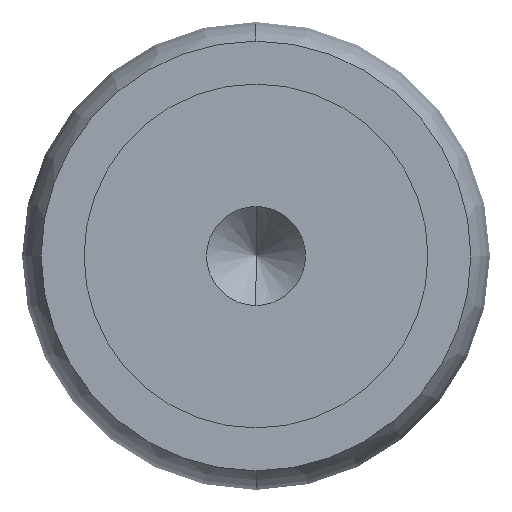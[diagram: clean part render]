
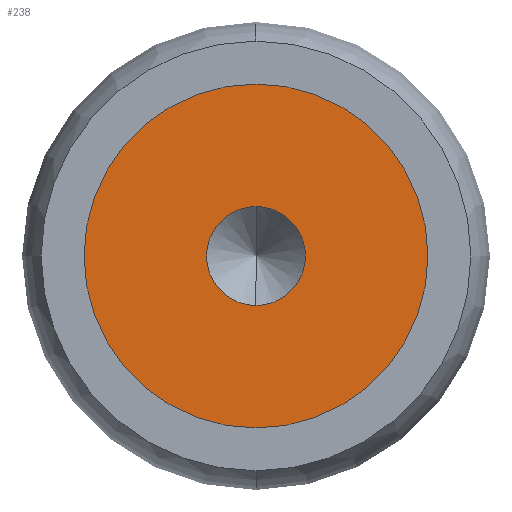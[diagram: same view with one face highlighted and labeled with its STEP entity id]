
A CAD part, left-side view. The second image highlights one B-rep face of the part: STEP entity #238.
In plain terms, the highlighted planar face has unit normal (-1, 0, 0).
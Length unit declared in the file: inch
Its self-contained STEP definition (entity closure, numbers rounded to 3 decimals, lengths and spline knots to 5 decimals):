
#54 = ORIENTED_EDGE ( 'NONE', *, *, #1415, .T. ) ;
#62 = EDGE_CURVE ( 'NONE', #575, #968, #200, .T. ) ;
#175 = DIRECTION ( 'NONE',  ( -1., 0., 0. ) ) ;
#194 = ORIENTED_EDGE ( 'NONE', *, *, #796, .T. ) ;
#197 = CARTESIAN_POINT ( 'NONE',  ( 0.17281, -0.02864, -1.5 ) ) ;
#200 = CIRCLE ( 'NONE', #443, 0.144 ) ;
#222 = FACE_BOUND ( 'NONE', #1272, .T. ) ;
#238 = ADVANCED_FACE ( 'NONE', ( #222, #1360 ), #488, .F. ) ;
#244 = CARTESIAN_POINT ( 'NONE',  ( 0.17281, -0.02864, -2. ) ) ;
#333 = DIRECTION ( 'NONE',  ( 0., 0., -1. ) ) ;
#341 = CARTESIAN_POINT ( 'NONE',  ( 0.17281, 0.11536, -2. ) ) ;
#350 = CARTESIAN_POINT ( 'NONE',  ( 0.17281, -0.02864, -1.856 ) ) ;
#443 = AXIS2_PLACEMENT_3D ( 'NONE', #910, #833, #921 ) ;
#488 = PLANE ( 'NONE',  #993 ) ;
#547 = AXIS2_PLACEMENT_3D ( 'NONE', #1236, #994, #697 ) ;
#575 = VERTEX_POINT ( 'NONE', #350 ) ;
#609 = CARTESIAN_POINT ( 'NONE',  ( 0.17281, -0.02864, -2.144 ) ) ;
#637 = DIRECTION ( 'NONE',  ( 0., 0., -1. ) ) ;
#666 = ORIENTED_EDGE ( 'NONE', *, *, #1108, .F. ) ;
#697 = DIRECTION ( 'NONE',  ( 0., 0., 1. ) ) ;
#724 = CARTESIAN_POINT ( 'NONE',  ( 0.17281, -0.02864, -2.5 ) ) ;
#741 = CIRCLE ( 'NONE', #911, 0.5 ) ;
#748 = VERTEX_POINT ( 'NONE', #197 ) ;
#761 = AXIS2_PLACEMENT_3D ( 'NONE', #244, #908, #333 ) ;
#792 = DIRECTION ( 'NONE',  ( 0., 0., -1. ) ) ;
#796 = EDGE_CURVE ( 'NONE', #998, #748, #1310, .T. ) ;
#833 = DIRECTION ( 'NONE',  ( -1., 0., 0. ) ) ;
#908 = DIRECTION ( 'NONE',  ( -1., 0., 0. ) ) ;
#910 = CARTESIAN_POINT ( 'NONE',  ( 0.17281, -0.02864, -2. ) ) ;
#911 = AXIS2_PLACEMENT_3D ( 'NONE', #1216, #175, #637 ) ;
#921 = DIRECTION ( 'NONE',  ( 0., 0., 1. ) ) ;
#968 = VERTEX_POINT ( 'NONE', #609 ) ;
#993 = AXIS2_PLACEMENT_3D ( 'NONE', #341, #1263, #792 ) ;
#994 = DIRECTION ( 'NONE',  ( -1., 0., 0. ) ) ;
#998 = VERTEX_POINT ( 'NONE', #724 ) ;
#1108 = EDGE_CURVE ( 'NONE', #968, #575, #1313, .T. ) ;
#1200 = EDGE_LOOP ( 'NONE', ( #194, #54 ) ) ;
#1216 = CARTESIAN_POINT ( 'NONE',  ( 0.17281, -0.02864, -2. ) ) ;
#1217 = ORIENTED_EDGE ( 'NONE', *, *, #62, .F. ) ;
#1236 = CARTESIAN_POINT ( 'NONE',  ( 0.17281, -0.02864, -2. ) ) ;
#1263 = DIRECTION ( 'NONE',  ( 1., 0., 0. ) ) ;
#1272 = EDGE_LOOP ( 'NONE', ( #1217, #666 ) ) ;
#1310 = CIRCLE ( 'NONE', #761, 0.5 ) ;
#1313 = CIRCLE ( 'NONE', #547, 0.144 ) ;
#1360 = FACE_OUTER_BOUND ( 'NONE', #1200, .T. ) ;
#1415 = EDGE_CURVE ( 'NONE', #748, #998, #741, .T. ) ;
